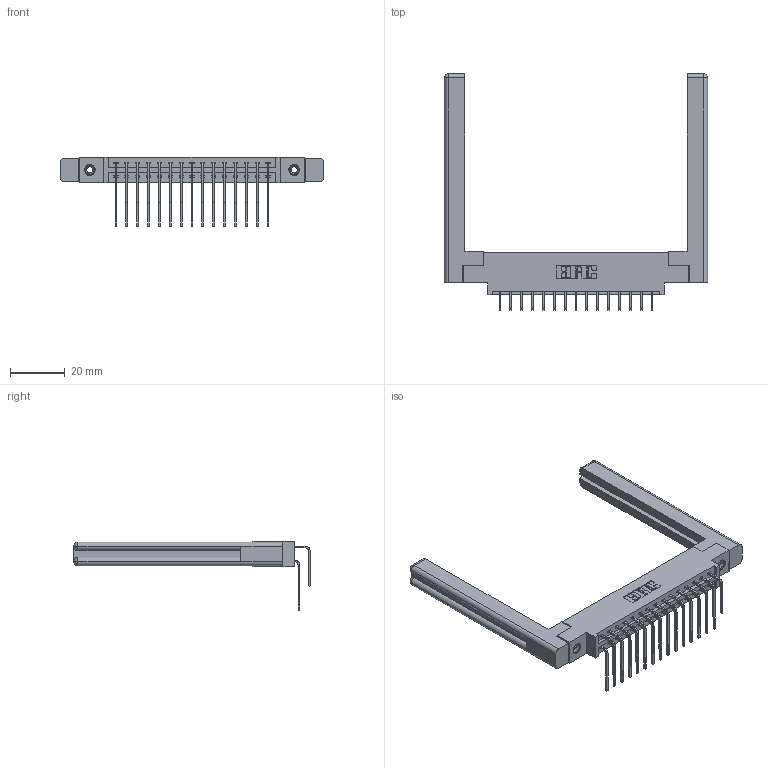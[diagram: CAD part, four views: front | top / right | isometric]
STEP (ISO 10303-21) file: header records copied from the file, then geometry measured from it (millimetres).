
FILE_DESCRIPTION (( 'STEP AP203' ), '1' );
FILE_NAME ('337-030-559-858.STEP', '2019-10-11T00:14:40', ( '' ), ( '' ), 'SwSTEP 2.0', 'SolidWorks 2016', '' );
FILE_SCHEMA (( 'CONFIG_CONTROL_DESIGN' ));
Length unit declared in the file: inch
Products named in the file (6): 345-250-001_345-250-001-102; 345-292-001_559 Tail - 2; 337-030-559-858; 307-220-058; 337 Part_0.170 Offset - 0.156 Dia-TI; 345-292-001_558 559 Tail - 1
Assembly tree (35 placements, depth 2):
  337-030-559-858
    337 Part_0.170 Offset - 0.156 Dia-TI
    345-292-001_558 559 Tail - 1  x15
    345-292-001_559 Tail - 2  x15
    345-250-001_345-250-001-102  x2
    307-220-058  x2
Bounding box: 96.06 x 86.3 x 25.53 mm (x, y, z)
Volume: 16962.4 mm3; surface area: 16862.9 mm2
Topology: 35 solids, 35 shells, 1940 faces, 5687 edges, 3738 vertices
Faces by surface type: plane 1358, cylinder 558, cone 12, torus 12
Entity records: 19672 total; most frequent: CARTESIAN_POINT 3392, ORIENTED_EDGE 3216, DIRECTION 2932, EDGE_CURVE 1608, LINE 1392, VECTOR 1392, VERTEX_POINT 1062, AXIS2_PLACEMENT_3D 770
